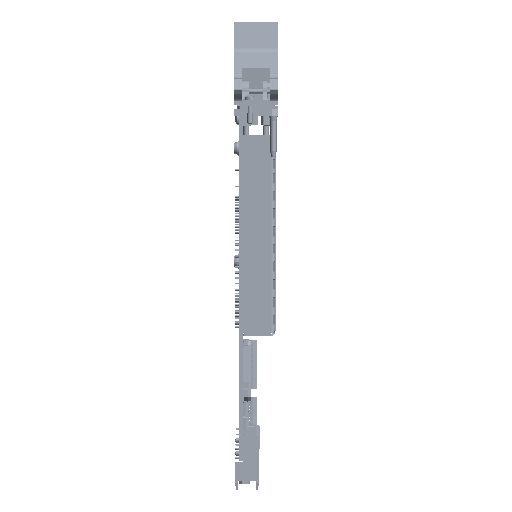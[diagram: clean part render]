
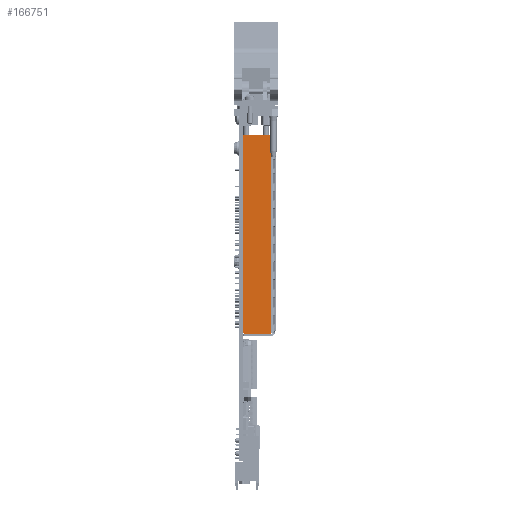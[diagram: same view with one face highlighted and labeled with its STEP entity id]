
A CAD part, front view. The second image highlights one B-rep face of the part: STEP entity #166751.
In plain terms, the highlighted planar face has unit normal (0, -1, 0).
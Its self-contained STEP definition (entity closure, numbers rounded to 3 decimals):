
#6978 = EDGE_CURVE ( 'NONE', #29248, #31062, #149677, .T. ) ;
#7169 = EDGE_CURVE ( 'NONE', #18464, #29858, #149907, .T. ) ;
#7348 = EDGE_CURVE ( 'NONE', #18464, #18101, #150071, .T. ) ;
#7405 = EDGE_CURVE ( 'NONE', #18101, #31062, #150142, .T. ) ;
#7713 = EDGE_CURVE ( 'NONE', #29858, #30162, #150429, .T. ) ;
#8677 = EDGE_CURVE ( 'NONE', #30162, #29248, #151361, .T. ) ;
#18101 = VERTEX_POINT ( 'NONE', #110910 ) ;
#18464 = VERTEX_POINT ( 'NONE', #111328 ) ;
#29248 = VERTEX_POINT ( 'NONE', #74495 ) ;
#29858 = VERTEX_POINT ( 'NONE', #70499 ) ;
#30162 = VERTEX_POINT ( 'NONE', #71087 ) ;
#31062 = VERTEX_POINT ( 'NONE', #66076 ) ;
#51741 = PLANE ( 'NONE',  #155780 ) ;
#51751 = CARTESIAN_POINT ( 'NONE',  ( -31.735, -23.47, -13.05 ) ) ;
#51753 = DIRECTION ( 'NONE',  ( 0., 1., 0. ) ) ;
#51754 = DIRECTION ( 'NONE',  ( -1., 0., 0. ) ) ;
#66076 = CARTESIAN_POINT ( 'NONE',  ( -44.735, -23.47, -103.979 ) ) ;
#70499 = CARTESIAN_POINT ( 'NONE',  ( -44.735, -23.47, -13.05 ) ) ;
#71087 = CARTESIAN_POINT ( 'NONE',  ( -45.735, -23.47, -14.05 ) ) ;
#74495 = CARTESIAN_POINT ( 'NONE',  ( -45.735, -23.47, -102.979 ) ) ;
#76616 = DIRECTION ( 'NONE',  ( -1., 0., 0. ) ) ;
#76811 = CARTESIAN_POINT ( 'NONE',  ( -32.735, -23.47, -103.979 ) ) ;
#78782 = CARTESIAN_POINT ( 'NONE',  ( -44.735, -23.47, -14.05 ) ) ;
#78788 = DIRECTION ( 'NONE',  ( 0., -1., 0. ) ) ;
#79276 = DIRECTION ( 'NONE',  ( -1., 0., 0. ) ) ;
#89078 = DIRECTION ( 'NONE',  ( -1., 0., 0. ) ) ;
#89098 = CARTESIAN_POINT ( 'NONE',  ( -44.735, -23.47, -102.979 ) ) ;
#89175 = DIRECTION ( 'NONE',  ( -1., 0., 0. ) ) ;
#89232 = DIRECTION ( 'NONE',  ( 0., -1., 0. ) ) ;
#89322 = CARTESIAN_POINT ( 'NONE',  ( -31.735, -23.47, -13.05 ) ) ;
#110910 = CARTESIAN_POINT ( 'NONE',  ( -32.735, -23.47, -103.979 ) ) ;
#111328 = CARTESIAN_POINT ( 'NONE',  ( -32.735, -23.47, -13.05 ) ) ;
#138137 = AXIS2_PLACEMENT_3D ( 'NONE', #89098, #89232, #89175 ) ;
#138458 = AXIS2_PLACEMENT_3D ( 'NONE', #78782, #78788, #76616 ) ;
#145862 = CARTESIAN_POINT ( 'NONE',  ( -45.735, -23.47, -13.05 ) ) ;
#145938 = DIRECTION ( 'NONE',  ( 0., 0., -1. ) ) ;
#149677 = CIRCLE ( 'NONE', #138137, 1. ) ;
#149907 = LINE ( 'NONE', #89322, #149922 ) ;
#149922 = VECTOR ( 'NONE', #89078, 1000. ) ;
#150061 = VECTOR ( 'NONE', #190747, 1000. ) ;
#150071 = LINE ( 'NONE', #190813, #150061 ) ;
#150142 = LINE ( 'NONE', #76811, #150143 ) ;
#150143 = VECTOR ( 'NONE', #79276, 1000. ) ;
#150429 = CIRCLE ( 'NONE', #138458, 1. ) ;
#151361 = LINE ( 'NONE', #145862, #151365 ) ;
#151365 = VECTOR ( 'NONE', #145938, 1000. ) ;
#155780 = AXIS2_PLACEMENT_3D ( 'NONE', #51751, #51753, #51754 ) ;
#166751 = ADVANCED_FACE ( 'NONE', ( #173955 ), #51741, .F. ) ;
#173955 = FACE_OUTER_BOUND ( 'NONE', #231668, .T. ) ;
#186094 = ORIENTED_EDGE ( 'NONE', *, *, #8677, .T. ) ;
#186097 = ORIENTED_EDGE ( 'NONE', *, *, #6978, .T. ) ;
#186101 = ORIENTED_EDGE ( 'NONE', *, *, #7405, .F. ) ;
#186105 = ORIENTED_EDGE ( 'NONE', *, *, #7348, .F. ) ;
#186110 = ORIENTED_EDGE ( 'NONE', *, *, #7169, .T. ) ;
#186115 = ORIENTED_EDGE ( 'NONE', *, *, #7713, .T. ) ;
#190747 = DIRECTION ( 'NONE',  ( 0., 0., -1. ) ) ;
#190813 = CARTESIAN_POINT ( 'NONE',  ( -32.735, -23.47, -105.05 ) ) ;
#231668 = EDGE_LOOP ( 'NONE', ( #186094, #186097, #186101, #186105, #186110, #186115 ) ) ;
